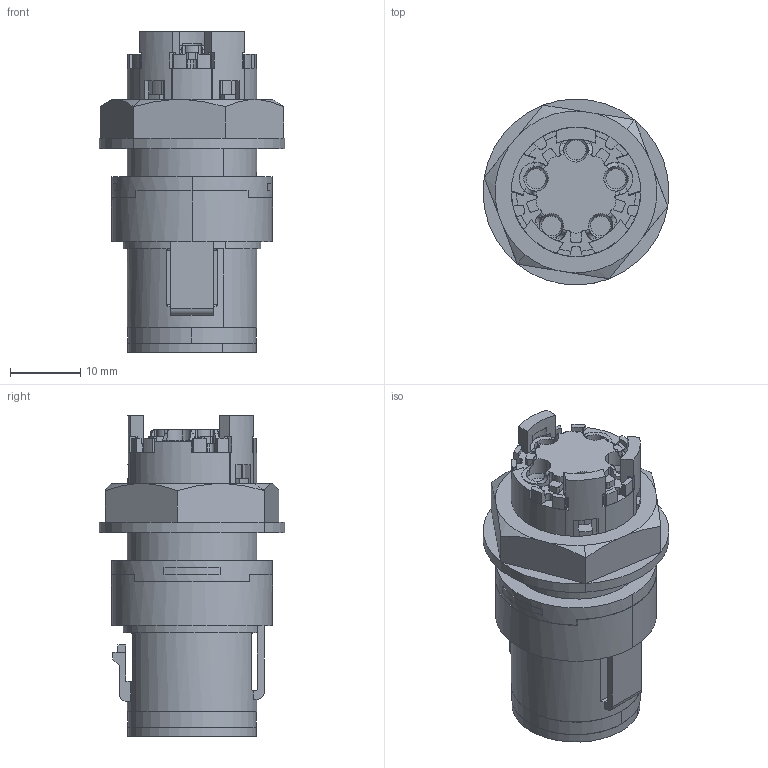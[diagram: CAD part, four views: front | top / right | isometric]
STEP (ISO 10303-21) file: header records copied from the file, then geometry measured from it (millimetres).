
FILE_DESCRIPTION(('CATIA V5 STEP Exchange','CAx-IF Rec.Pracs.--- Model Styling and Organization---1.5--- 2016-08-15','CAx-IF Rec.Pracs.---Supplemental Geometry---1.0---2011-11-01','CAx-IF Rec.Pracs.--- Composite Materials ---1.1---2010-07-15'),'2;1');
FILE_NAME ('D1639021_0', '2024-12-10T12:34:05+00:00', ('none'), ('Weidmueller'), 'CATIA Version 5-6 Release 2022 SP4 HF5', 'CATIA V5 STEP AP214 v3', 'none');
FILE_SCHEMA(('AUTOMOTIVE_DESIGN { 1 0 10303 214 1 1 1 1 }'));
Length unit declared in the file: millimetre
Products named in the file (1): S3D_RC_M_P3_M20_C_SP
Bounding box: 26.55 x 26.55 x 45.8 mm (x, y, z)
Volume: 12786.2 mm3; surface area: 7422.3 mm2
Topology: 2 solids, 2 shells, 488 faces, 1401 edges, 912 vertices
Faces by surface type: plane 237, cylinder 195, torus 32, cone 18, sphere 6
Entity records: 15824 total; most frequent: CARTESIAN_POINT 3551, ORIENTED_EDGE 2790, DIRECTION 1868, EDGE_CURVE 1395, VERTEX_POINT 912, AXIS2_PLACEMENT_3D 864, VECTOR 680, LINE 680
